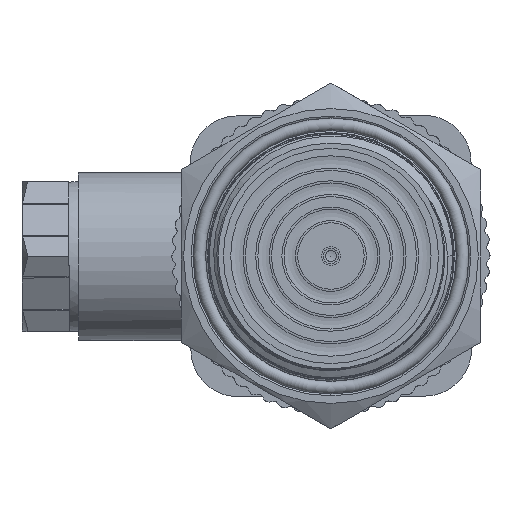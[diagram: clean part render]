
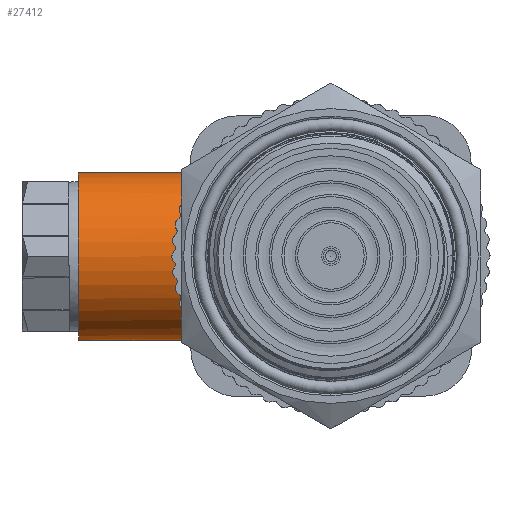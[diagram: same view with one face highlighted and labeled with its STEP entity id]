
A CAD part, left-side view. The second image highlights one B-rep face of the part: STEP entity #27412.
In plain terms, the highlighted cylindrical face has radius 9 mm (diameter 18 mm), a full revolution.
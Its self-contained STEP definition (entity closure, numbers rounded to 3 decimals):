
#2615=FACE_OUTER_BOUND('',#4192,.T.);
#4192=EDGE_LOOP('',(#22390,#22391,#22392,#22393,#22394,#22395,#22396));
#5231=CIRCLE('',#28710,9.);
#5232=CIRCLE('',#28711,9.);
#5257=CIRCLE('',#28792,9.);
#6769=B_SPLINE_CURVE_WITH_KNOTS('',3,(#62704,#62705,#62706,#62707,#62708,
#62709,#62710,#62711,#62712,#62713),.UNSPECIFIED.,.F.,.F.,(4,2,1,1,1,1,
4),(-0.002,0.,0.204,0.408,0.611,
0.815,1.019),.UNSPECIFIED.);
#6770=B_SPLINE_CURVE_WITH_KNOTS('',3,(#62782,#62783,#62784,#62785,#62786,
#62787,#62788,#62789,#62790,#62791,#62792,#62793),.UNSPECIFIED.,.F.,.F.,
(4,1,1,1,1,1,1,2,4),(0.,0.204,0.306,
0.408,0.509,0.611,0.815,
1.019,1.02),.UNSPECIFIED.);
#7850=LINE('',#63145,#9779);
#9779=VECTOR('',#31712,9.);
#12103=VERTEX_POINT('',#60145);
#12367=VERTEX_POINT('',#62702);
#12368=VERTEX_POINT('',#62715);
#12370=VERTEX_POINT('',#62719);
#12461=VERTEX_POINT('',#63143);
#15838=EDGE_CURVE('',#12103,#12367,#6769,.T.);
#15841=EDGE_CURVE('',#12367,#12370,#5231,.T.);
#15842=EDGE_CURVE('',#12370,#12368,#5232,.T.);
#15843=EDGE_CURVE('',#12368,#12103,#6770,.T.);
#15988=EDGE_CURVE('',#12461,#12461,#5257,.T.);
#15989=EDGE_CURVE('',#12461,#12370,#7850,.T.);
#22390=ORIENTED_EDGE('',*,*,#15988,.F.);
#22391=ORIENTED_EDGE('',*,*,#15989,.T.);
#22392=ORIENTED_EDGE('',*,*,#15841,.F.);
#22393=ORIENTED_EDGE('',*,*,#15838,.F.);
#22394=ORIENTED_EDGE('',*,*,#15843,.F.);
#22395=ORIENTED_EDGE('',*,*,#15842,.F.);
#22396=ORIENTED_EDGE('',*,*,#15989,.F.);
#26512=CYLINDRICAL_SURFACE('',#28791,9.);
#27412=ADVANCED_FACE('',(#2615),#26512,.T.);
#28710=AXIS2_PLACEMENT_3D('',#62720,#31451,#31452);
#28711=AXIS2_PLACEMENT_3D('',#62721,#31453,#31454);
#28791=AXIS2_PLACEMENT_3D('',#63142,#31708,#31709);
#28792=AXIS2_PLACEMENT_3D('',#63144,#31710,#31711);
#31451=DIRECTION('center_axis',(0.,0.,-1.));
#31452=DIRECTION('ref_axis',(1.,0.,0.));
#31453=DIRECTION('center_axis',(0.,0.,-1.));
#31454=DIRECTION('ref_axis',(1.,0.,0.));
#31708=DIRECTION('center_axis',(0.,0.,1.));
#31709=DIRECTION('ref_axis',(-1.,0.,0.));
#31710=DIRECTION('center_axis',(0.,0.,1.));
#31711=DIRECTION('ref_axis',(-1.,0.,0.));
#31712=DIRECTION('',(0.,0.,-1.));
#60145=CARTESIAN_POINT('',(-28.,0.,10.5));
#62702=CARTESIAN_POINT('',(-24.4,7.2,14.5));
#62704=CARTESIAN_POINT('Ctrl Pts',(-28.,0.,10.5));
#62705=CARTESIAN_POINT('Ctrl Pts',(-28.,0.004,10.503));
#62706=CARTESIAN_POINT('Ctrl Pts',(-28.,0.008,
10.505));
#62707=CARTESIAN_POINT('Ctrl Pts',(-27.999,0.528,
10.871));
#62708=CARTESIAN_POINT('Ctrl Pts',(-27.909,1.565,11.599));
#62709=CARTESIAN_POINT('Ctrl Pts',(-27.501,3.098,12.639));
#62710=CARTESIAN_POINT('Ctrl Pts',(-26.801,4.592,13.566));
#62711=CARTESIAN_POINT('Ctrl Pts',(-25.787,6.,14.28));
#62712=CARTESIAN_POINT('Ctrl Pts',(-24.889,6.833,14.5));
#62713=CARTESIAN_POINT('Ctrl Pts',(-24.4,7.2,14.5));
#62715=CARTESIAN_POINT('',(-24.4,-7.2,14.5));
#62719=CARTESIAN_POINT('',(-10.,0.,14.5));
#62720=CARTESIAN_POINT('Origin',(-19.,0.,14.5));
#62721=CARTESIAN_POINT('Origin',(-19.,0.,14.5));
#62782=CARTESIAN_POINT('Ctrl Pts',(-24.4,-7.2,14.5));
#62783=CARTESIAN_POINT('Ctrl Pts',(-24.889,-6.833,
14.5));
#62784=CARTESIAN_POINT('Ctrl Pts',(-25.563,-6.207,
14.335));
#62785=CARTESIAN_POINT('Ctrl Pts',(-26.294,-5.296,
13.923));
#62786=CARTESIAN_POINT('Ctrl Pts',(-26.763,-4.579,
13.539));
#62787=CARTESIAN_POINT('Ctrl Pts',(-27.15,-3.846,
13.104));
#62788=CARTESIAN_POINT('Ctrl Pts',(-27.569,-2.842,
12.466));
#62789=CARTESIAN_POINT('Ctrl Pts',(-27.909,-1.565,
11.6));
#62790=CARTESIAN_POINT('Ctrl Pts',(-27.999,-0.528,
10.871));
#62791=CARTESIAN_POINT('Ctrl Pts',(-28.,-0.008,
10.505));
#62792=CARTESIAN_POINT('Ctrl Pts',(-28.,-0.004,10.503));
#62793=CARTESIAN_POINT('Ctrl Pts',(-28.,0.,10.5));
#63142=CARTESIAN_POINT('Origin',(-19.,0.,13.5));
#63143=CARTESIAN_POINT('',(-10.,0.,27.));
#63144=CARTESIAN_POINT('Origin',(-19.,0.,27.));
#63145=CARTESIAN_POINT('',(-10.,0.,13.5));
